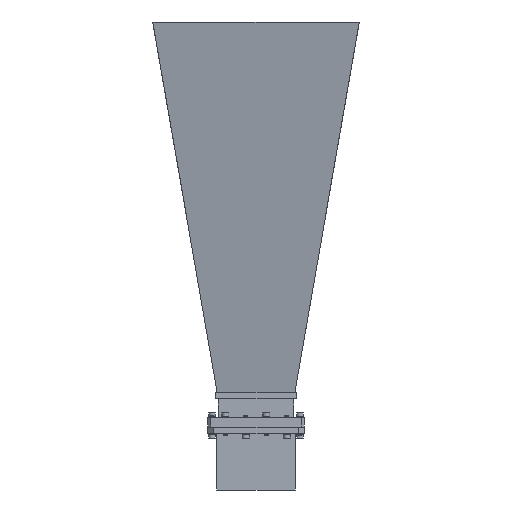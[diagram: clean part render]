
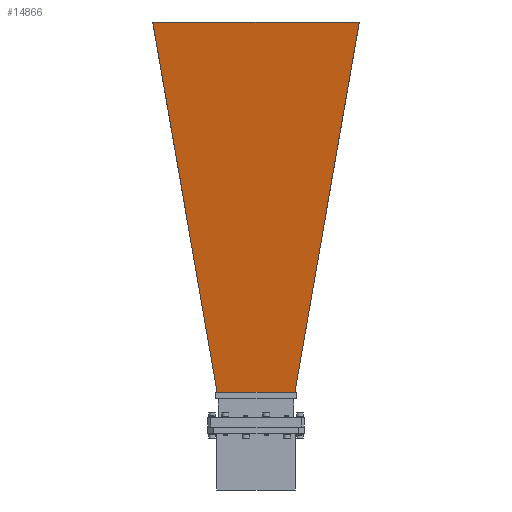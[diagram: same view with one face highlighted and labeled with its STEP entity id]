
A CAD part, front view. The second image highlights one B-rep face of the part: STEP entity #14866.
In plain terms, the highlighted face is planar.
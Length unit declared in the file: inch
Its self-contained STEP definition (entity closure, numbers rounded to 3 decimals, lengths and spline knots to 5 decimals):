
#102 = CARTESIAN_POINT ( 'NONE',  ( -1.543, 0.375, 0.76602 ) ) ;
#716 = VERTEX_POINT ( 'NONE', #102 ) ;
#722 = LINE ( 'NONE', #2078, #4253 ) ;
#1820 = CARTESIAN_POINT ( 'NONE',  ( -4.49675, 17.35328, 3.35631 ) ) ;
#1893 = LINE ( 'NONE', #1820, #6720 ) ;
#2078 = CARTESIAN_POINT ( 'NONE',  ( 4.49675, 17.35328, 3.35631 ) ) ;
#2191 = CARTESIAN_POINT ( 'NONE',  ( -3.08112, 0.375, 0.76602 ) ) ;
#2295 = EDGE_CURVE ( 'NONE', #10864, #3124, #7344, .T. ) ;
#3124 = VERTEX_POINT ( 'NONE', #9812 ) ;
#3375 = DIRECTION ( 'NONE',  ( -0.169, -0.974, -0.149 ) ) ;
#3649 = EDGE_LOOP ( 'NONE', ( #9257, #15388, #14277, #15408 ) ) ;
#4253 = VECTOR ( 'NONE', #3375, 39.37008 ) ;
#5379 = EDGE_CURVE ( 'NONE', #716, #14355, #9954, .T. ) ;
#5839 = CARTESIAN_POINT ( 'NONE',  ( -4.09956, 15.07023, 3.008 ) ) ;
#6720 = VECTOR ( 'NONE', #8689, 39.37008 ) ;
#7344 = LINE ( 'NONE', #11367, #8495 ) ;
#7711 = VECTOR ( 'NONE', #12702, 39.37008 ) ;
#8379 = CARTESIAN_POINT ( 'NONE',  ( 1.543, 0.375, 0.76602 ) ) ;
#8495 = VECTOR ( 'NONE', #14154, 39.37008 ) ;
#8689 = DIRECTION ( 'NONE',  ( 0.169, -0.974, -0.149 ) ) ;
#9257 = ORIENTED_EDGE ( 'NONE', *, *, #15780, .F. ) ;
#9812 = CARTESIAN_POINT ( 'NONE',  ( 4.09956, 15.07023, 3.008 ) ) ;
#9954 = LINE ( 'NONE', #2191, #7711 ) ;
#10593 = PLANE ( 'NONE',  #16965 ) ;
#10674 = CARTESIAN_POINT ( 'NONE',  ( -17.92529, 15.07023, 3.008 ) ) ;
#10864 = VERTEX_POINT ( 'NONE', #5839 ) ;
#11367 = CARTESIAN_POINT ( 'NONE',  ( -17.92529, 15.07023, 3.008 ) ) ;
#11972 = DIRECTION ( 'NONE',  ( 0., -0.989, -0.151 ) ) ;
#12702 = DIRECTION ( 'NONE',  ( 1., 0., 0. ) ) ;
#13368 = DIRECTION ( 'NONE',  ( 0., -0.151, 0.989 ) ) ;
#14154 = DIRECTION ( 'NONE',  ( 1., 0., 0. ) ) ;
#14277 = ORIENTED_EDGE ( 'NONE', *, *, #16134, .T. ) ;
#14355 = VERTEX_POINT ( 'NONE', #8379 ) ;
#14866 = ADVANCED_FACE ( 'NONE', ( #15935 ), #10593, .T. ) ;
#15388 = ORIENTED_EDGE ( 'NONE', *, *, #2295, .F. ) ;
#15408 = ORIENTED_EDGE ( 'NONE', *, *, #5379, .T. ) ;
#15780 = EDGE_CURVE ( 'NONE', #3124, #14355, #722, .T. ) ;
#15935 = FACE_OUTER_BOUND ( 'NONE', #3649, .T. ) ;
#16134 = EDGE_CURVE ( 'NONE', #10864, #716, #1893, .T. ) ;
#16965 = AXIS2_PLACEMENT_3D ( 'NONE', #10674, #13368, #11972 ) ;
